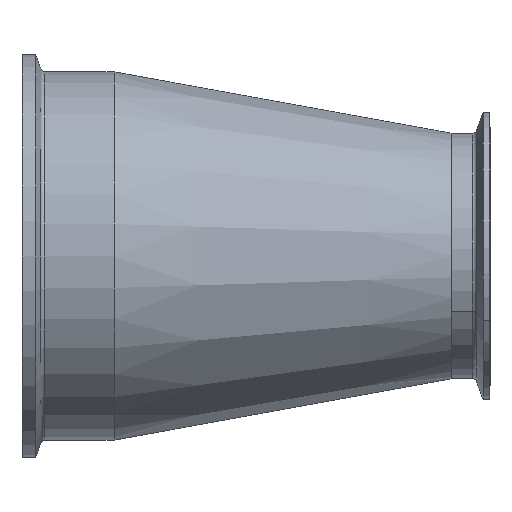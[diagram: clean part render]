
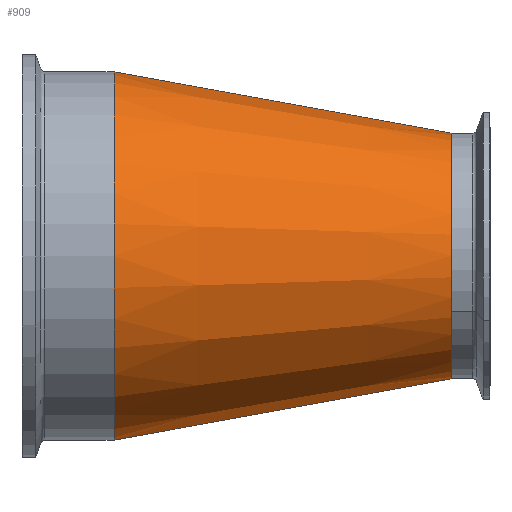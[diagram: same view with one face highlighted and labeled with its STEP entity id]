
A CAD part, left-side view. The second image highlights one B-rep face of the part: STEP entity #909.
In plain terms, the highlighted conical face has half-angle 10.305 degrees and reference radius 50.8 mm.
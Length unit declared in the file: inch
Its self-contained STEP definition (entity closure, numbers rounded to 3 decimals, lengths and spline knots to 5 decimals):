
#35 = AXIS2_PLACEMENT_3D ( 'NONE', #1628, #1360, #1080 ) ;
#177 = DIRECTION ( 'NONE',  ( 0., 1., 0. ) ) ;
#246 = EDGE_CURVE ( 'NONE', #913, #1463, #549, .T. ) ;
#261 = EDGE_LOOP ( 'NONE', ( #1673, #1549, #559, #367 ) ) ;
#302 = CARTESIAN_POINT ( 'NONE',  ( 0., 0., 0. ) ) ;
#342 = CARTESIAN_POINT ( 'NONE',  ( 0., 5.5, -3. ) ) ;
#360 = CARTESIAN_POINT ( 'NONE',  ( 0., 0., -2. ) ) ;
#367 = ORIENTED_EDGE ( 'NONE', *, *, #801, .F. ) ;
#377 = CARTESIAN_POINT ( 'NONE',  ( 0., 0., 2. ) ) ;
#391 = DIRECTION ( 'NONE',  ( 0., 0.984, 0.179 ) ) ;
#418 = CARTESIAN_POINT ( 'NONE',  ( 0., 5.5, 3. ) ) ;
#447 = VECTOR ( 'NONE', #391, 39.37008 ) ;
#549 = LINE ( 'NONE', #377, #447 ) ;
#559 = ORIENTED_EDGE ( 'NONE', *, *, #246, .T. ) ;
#649 = VERTEX_POINT ( 'NONE', #360 ) ;
#710 = DIRECTION ( 'NONE',  ( 0., 0.984, -0.179 ) ) ;
#748 = DIRECTION ( 'NONE',  ( 0., 1., 0. ) ) ;
#801 = EDGE_CURVE ( 'NONE', #1199, #1463, #1699, .T. ) ;
#855 = EDGE_CURVE ( 'NONE', #649, #1199, #1534, .T. ) ;
#909 = ADVANCED_FACE ( 'NONE', ( #1170 ), #1625, .T. ) ;
#913 = VERTEX_POINT ( 'NONE', #1236 ) ;
#1022 = DIRECTION ( 'NONE',  ( 0., 0., 1. ) ) ;
#1074 = CARTESIAN_POINT ( 'NONE',  ( 0., 0., -2. ) ) ;
#1080 = DIRECTION ( 'NONE',  ( 0., 0., 1. ) ) ;
#1170 = FACE_OUTER_BOUND ( 'NONE', #261, .T. ) ;
#1199 = VERTEX_POINT ( 'NONE', #342 ) ;
#1236 = CARTESIAN_POINT ( 'NONE',  ( 0., 0., 2. ) ) ;
#1241 = DIRECTION ( 'NONE',  ( 0., 0., 1. ) ) ;
#1258 = CIRCLE ( 'NONE', #1531, 2. ) ;
#1360 = DIRECTION ( 'NONE',  ( 0., 1., 0. ) ) ;
#1463 = VERTEX_POINT ( 'NONE', #418 ) ;
#1464 = VECTOR ( 'NONE', #710, 39.37008 ) ;
#1504 = AXIS2_PLACEMENT_3D ( 'NONE', #1548, #748, #1022 ) ;
#1531 = AXIS2_PLACEMENT_3D ( 'NONE', #302, #177, #1241 ) ;
#1534 = LINE ( 'NONE', #1074, #1464 ) ;
#1548 = CARTESIAN_POINT ( 'NONE',  ( 0., 5.5, 0. ) ) ;
#1549 = ORIENTED_EDGE ( 'NONE', *, *, #1698, .T. ) ;
#1625 = CONICAL_SURFACE ( 'NONE', #35, 2., 0.18 ) ;
#1628 = CARTESIAN_POINT ( 'NONE',  ( 0., 0., 0. ) ) ;
#1673 = ORIENTED_EDGE ( 'NONE', *, *, #855, .F. ) ;
#1698 = EDGE_CURVE ( 'NONE', #649, #913, #1258, .T. ) ;
#1699 = CIRCLE ( 'NONE', #1504, 3. ) ;
